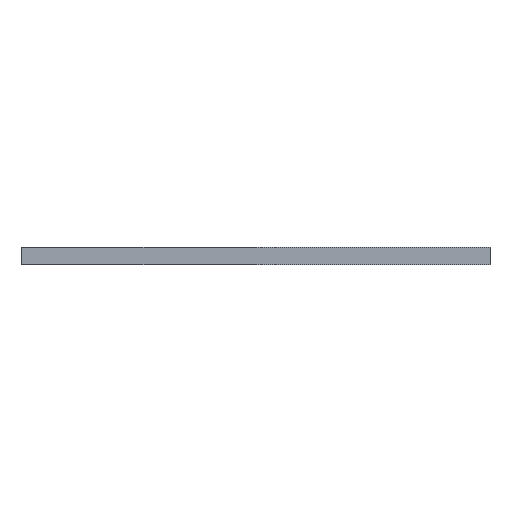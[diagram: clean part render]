
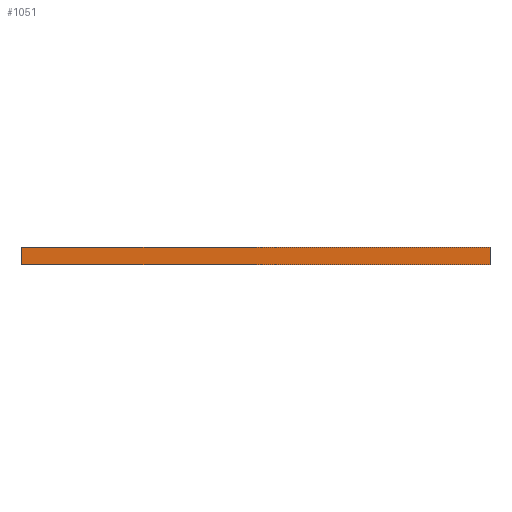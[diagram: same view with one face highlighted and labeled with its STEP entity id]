
A CAD part, front view. The second image highlights one B-rep face of the part: STEP entity #1051.
In plain terms, the highlighted planar face has unit normal (0, -1, 0).
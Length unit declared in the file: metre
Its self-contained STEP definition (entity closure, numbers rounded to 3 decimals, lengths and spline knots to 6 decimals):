
#32=LINE('',#1766,#60);
#37=LINE('',#1776,#65);
#38=LINE('',#1778,#66);
#39=LINE('',#1780,#67);
#60=VECTOR('',#1496,1.);
#65=VECTOR('',#1503,1.);
#66=VECTOR('',#1506,1.);
#67=VECTOR('',#1509,1.);
#77=PLANE('',#1203);
#302=ORIENTED_EDGE('',*,*,#419,.T.);
#303=ORIENTED_EDGE('',*,*,#412,.T.);
#304=ORIENTED_EDGE('',*,*,#418,.F.);
#305=ORIENTED_EDGE('',*,*,#417,.F.);
#412=EDGE_CURVE('',#518,#519,#32,.T.);
#417=EDGE_CURVE('',#521,#520,#37,.T.);
#418=EDGE_CURVE('',#520,#519,#38,.T.);
#419=EDGE_CURVE('',#521,#518,#39,.T.);
#518=VERTEX_POINT('',#1767);
#519=VERTEX_POINT('',#1768);
#520=VERTEX_POINT('',#1773);
#521=VERTEX_POINT('',#1775);
#781=EDGE_LOOP('',(#302,#303,#304,#305));
#955=FACE_BOUND('',#781,.T.);
#1051=ADVANCED_FACE('',(#955),#77,.T.);
#1203=AXIS2_PLACEMENT_3D('',#1781,#1510,#1511);
#1496=DIRECTION('',(-1.,0.,0.));
#1503=DIRECTION('',(-1.,0.,0.));
#1506=DIRECTION('',(0.,0.,1.));
#1509=DIRECTION('',(0.,0.,1.));
#1510=DIRECTION('',(0.,-1.,0.));
#1511=DIRECTION('',(-1.,0.,0.));
#1766=CARTESIAN_POINT('',(0.133,-0.156,0.0016));
#1767=CARTESIAN_POINT('',(0.133,-0.156,0.0016));
#1768=CARTESIAN_POINT('',(0.09,-0.156,0.0016));
#1773=CARTESIAN_POINT('',(0.09,-0.156,0.));
#1775=CARTESIAN_POINT('',(0.133,-0.156,0.));
#1776=CARTESIAN_POINT('',(0.133,-0.156,0.));
#1778=CARTESIAN_POINT('',(0.09,-0.156,0.));
#1780=CARTESIAN_POINT('',(0.133,-0.156,0.));
#1781=CARTESIAN_POINT('',(0.133,-0.156,0.));
